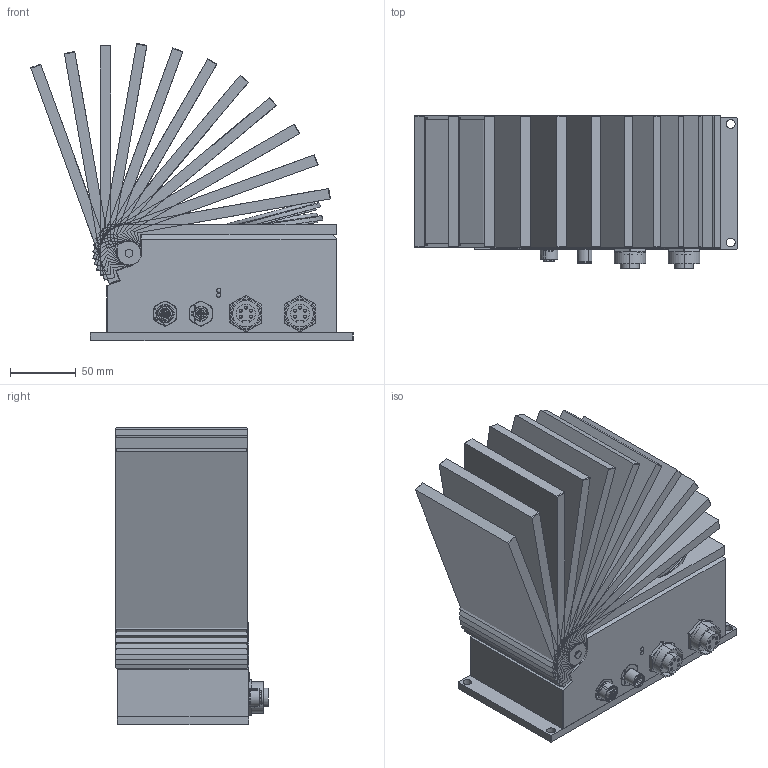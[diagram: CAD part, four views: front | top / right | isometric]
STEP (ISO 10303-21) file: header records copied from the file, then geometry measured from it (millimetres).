
FILE_DESCRIPTION(/* description */ (''),/* implementation_level */ '2;1');
FILE_NAME(/* name */ 'PMM-WECHSEL-BUS STÖRKONTUR',/* time_stamp */ '2019-11-04T11:42:18+01:00',/* author */ (''),/* organization */ (''),/* preprocessor_version */ 'ST-DEVELOPER v16.5',/* originating_system */ 'HiCAD 2018 2302.3 Build 504',/* authorisation */ '');
FILE_SCHEMA (('AUTOMOTIVE_DESIGN { 1 0 10303 214 1 1 1 1 }'));
Products named in the file (52): Root; Störkontur Bus_Baugruppe; Bodenplatte 2; Gehäuse; Variante 2 (BUS); Teil; ABSR; 1519998_ASM_ASM; 1519998_SW0001; 415310; 1520026_ASM_ASM; 1520026_SW0001; ZYLINDER_0; Deckel 3; Deckel; Lichtleiter_Baugruppe; ROTATIONSTEIL_0; Baugruppe Wechselkassette_Baugruppe; Wechselkassette; Haltering; O-Ring 69x4; SCHUTZGLAS; Teflonscheibe; Taster; Welle
Assembly tree (51 placements, depth 5):
  Root
    Störkontur Bus_Baugruppe
      Bodenplatte 2
      Gehäuse
      Variante 2 (BUS)
        Teil
          ABSR
        Teil
          ABSR
        1519998_ASM_ASM
          1519998_SW0001
          415310
        1520026_ASM_ASM
          1520026_SW0001
          415310
        ZYLINDER_0
      Deckel 3
        Deckel
        Deckel
        Deckel
        Deckel
        Deckel
        Deckel
        Deckel
        Deckel
        Deckel
        Deckel
        Deckel
        Deckel
      Lichtleiter_Baugruppe
        ROTATIONSTEIL_0
        ROTATIONSTEIL_0
      Baugruppe Wechselkassette_Baugruppe
        Wechselkassette
        Haltering
        O-Ring 69x4
        SCHUTZGLAS
        Teflonscheibe
      Baugruppe Wechselkassette_Baugruppe
        Wechselkassette
        Haltering
        O-Ring 69x4
        SCHUTZGLAS
        Teflonscheibe
      Baugruppe Wechselkassette_Baugruppe
        Wechselkassette
        Haltering
        O-Ring 69x4
        SCHUTZGLAS
        Teflonscheibe
      Taster
      Welle
Bounding box: 245.21 x 115.7 x 225.92 mm (x, y, z)
Volume: 2035520 mm3; surface area: 767606.7 mm2
Topology: 40 solids, 40 shells, 1624 faces, 4064 edges, 2621 vertices
Faces by surface type: plane 774, cylinder 595, cone 155, torus 66, bspline 22, sphere 12
Full cylindrical faces by diameter (mm): 2.387 x24, 2.9 x2, 3.2 x2, 3.4 x12, 4 x13, 6 x26, 6.1 x2, 6.6 x4, 7 x1, 8 x2, 29.2 x1, 50 x10, 51 x3, 55 x6, 55.2 x3, 67.8 x3, 68 x3, 70 x3, 70.6 x3, 77.2 x3, 80 x3, 85 x3
Entity records: 94352 total; most frequent: CARTESIAN_POINT 17939, DIRECTION 8358, PRESENTATION_STYLE_ASSIGNMENT 7632, DRAUGHTING_PRE_DEFINED_CURVE_FONT 7592, CURVE_STYLE 7592, OVER_RIDING_STYLED_ITEM 7592, ORIENTED_EDGE 7592, COLOUR_RGB 6727
